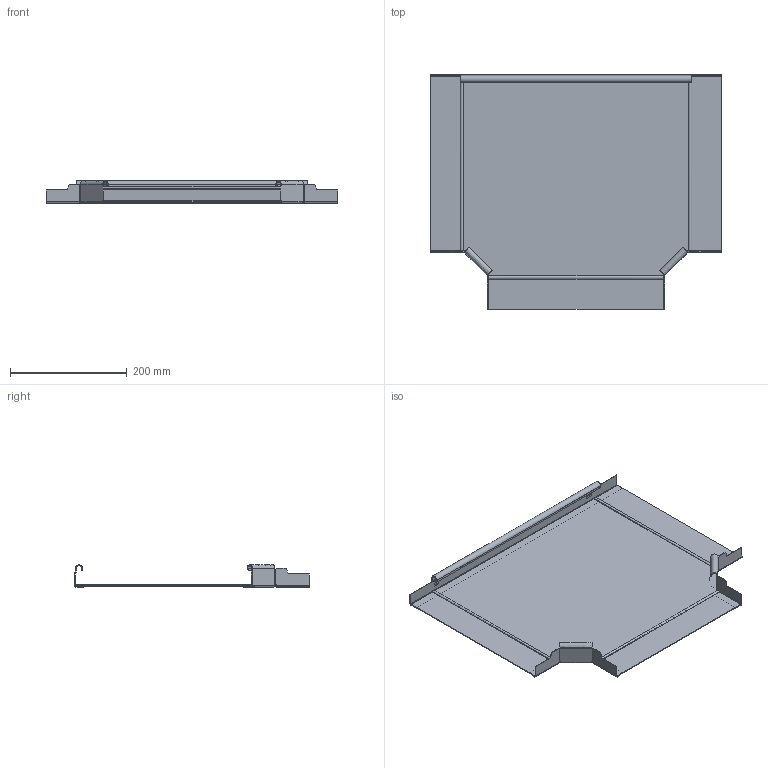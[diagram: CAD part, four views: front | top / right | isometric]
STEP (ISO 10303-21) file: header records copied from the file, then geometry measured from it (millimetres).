
FILE_DESCRIPTION(/* description */ (''),/* implementation_level */ '2;1');
FILE_NAME(/* name */ '6041034',/* time_stamp */ '2014-08-21T15:53:20+02:00',/* author */ (''),/* organization */ (''),/* preprocessor_version */ 'ST-DEVELOPER v15',/* originating_system */ '',/* authorisation */ '');
FILE_SCHEMA (('AUTOMOTIVE_DESIGN'));
Length unit declared in the file: millimetre
Products named in the file (2): Document; Block 01
Assembly tree (1 placements, depth 2):
  Document
    Block 01
Bounding box: 499.2 x 401.35 x 38 mm (x, y, z)
Volume: 284568.2 mm3; surface area: 459985.5 mm2
Topology: 4 solids, 4 shells, 459 faces, 1193 edges, 755 vertices
Faces by surface type: plane 285, bspline 174
Entity records: 18255 total; most frequent: CARTESIAN_POINT 10501, ORIENTED_EDGE 2382, EDGE_CURVE 1191, B_SPLINE_CURVE_WITH_KNOTS 1016, VERTEX_POINT 755, EDGE_LOOP 477, ADVANCED_FACE 459, FACE_OUTER_BOUND 459
